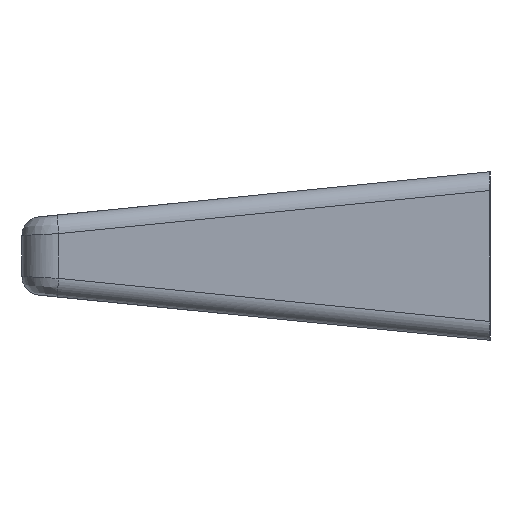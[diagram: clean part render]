
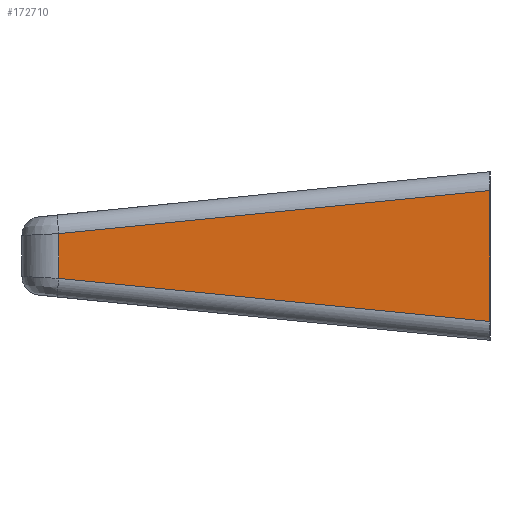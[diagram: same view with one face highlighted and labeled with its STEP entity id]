
A CAD part, left-side view. The second image highlights one B-rep face of the part: STEP entity #172710.
In plain terms, the highlighted planar face has unit normal (-1, 0.018, 0).
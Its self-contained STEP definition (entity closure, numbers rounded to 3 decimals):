
#165510=CARTESIAN_POINT('',(-29.5,0.,
-6.997));
#165520=VERTEX_POINT('',#165510);
#165550=CARTESIAN_POINT('',(-29.5,0.,0.));
#165560=DIRECTION('',(0.,0.,-1.));
#165570=VECTOR('',#165560,1.);
#165580=LINE('',#165550,#165570);
#165590=CARTESIAN_POINT('',(-29.5,0.,
-0.003));
#165600=VERTEX_POINT('',#165590);
#165610=EDGE_CURVE('',#165600,#165520,#165580,.T.);
#169460=CARTESIAN_POINT('',(-29.098,23.035,
-4.693));
#169470=VERTEX_POINT('',#169460);
#169500=CARTESIAN_POINT('',(-29.5,0.017,
-6.995));
#169510=DIRECTION('',(-0.017,-0.995,
-0.099));
#169520=VECTOR('',#169510,1.);
#169530=LINE('',#169500,#169520);
#169540=EDGE_CURVE('',#169470,#165520,#169530,.T.);
#169980=CARTESIAN_POINT('',(-29.098,23.035,
-2.307));
#169990=VERTEX_POINT('',#169980);
#170020=CARTESIAN_POINT('',(-29.098,23.035,0.));
#170030=DIRECTION('',(0.,0.,1.));
#170040=VECTOR('',#170030,1.);
#170050=LINE('',#170020,#170040);
#170060=EDGE_CURVE('',#169470,#169990,#170050,.T.);
#172550=CARTESIAN_POINT('',(-29.571,-4.07,0.));
#172560=DIRECTION('',(1.,-0.017,0.));
#172570=DIRECTION('',(-0.017,-1.,0.));
#172580=AXIS2_PLACEMENT_3D('',#172550,#172560,#172570);
#172590=PLANE('',#172580);
#172600=ORIENTED_EDGE('',*,*,#170060,.F.);
#172610=CARTESIAN_POINT('',(-29.5,0.017,
-0.005));
#172620=DIRECTION('',(0.017,0.995,
-0.099));
#172630=VECTOR('',#172620,1.);
#172640=LINE('',#172610,#172630);
#172650=EDGE_CURVE('',#165600,#169990,#172640,.T.);
#172660=ORIENTED_EDGE('',*,*,#172650,.T.);
#172670=ORIENTED_EDGE('',*,*,#165610,.F.);
#172680=ORIENTED_EDGE('',*,*,#169540,.T.);
#172690=EDGE_LOOP('',(#172680,#172670,#172660,#172600));
#172700=FACE_OUTER_BOUND('',#172690,.T.);
#172710=ADVANCED_FACE('',(#172700),#172590,.F.);
